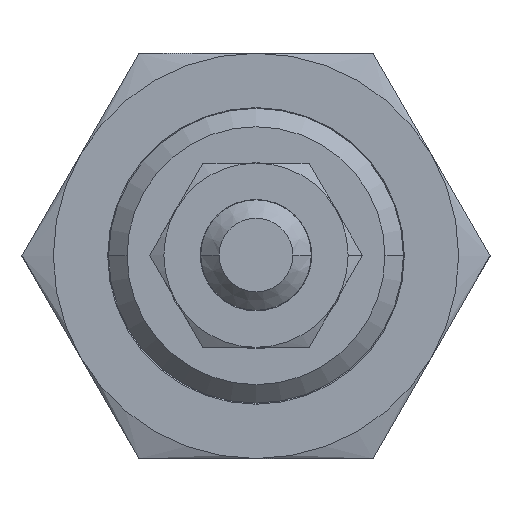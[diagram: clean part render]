
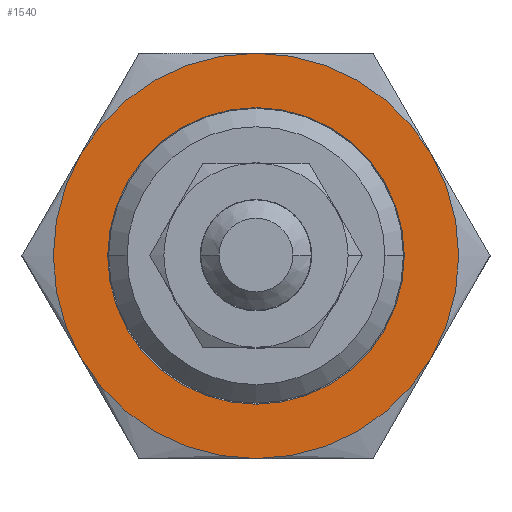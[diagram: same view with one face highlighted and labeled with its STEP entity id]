
A CAD part, top view. The second image highlights one B-rep face of the part: STEP entity #1540.
In plain terms, the highlighted planar face has unit normal (0, 0, 1).
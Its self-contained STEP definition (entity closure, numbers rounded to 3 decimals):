
#3 = DIRECTION ( 'NONE',  ( -0.866, -0.5, 0. ) ) ;
#40 = CIRCLE ( 'NONE', #11753, 11. ) ;
#55 = CARTESIAN_POINT ( 'NONE',  ( 9.526, 5.5, 219. ) ) ;
#136 = CARTESIAN_POINT ( 'NONE',  ( -9.526, -5.5, 219. ) ) ;
#402 = EDGE_CURVE ( 'NONE', #1282, #11158, #8990, .T. ) ;
#672 = VERTEX_POINT ( 'NONE', #5776 ) ;
#872 = ORIENTED_EDGE ( 'NONE', *, *, #9708, .F. ) ;
#911 = CARTESIAN_POINT ( 'NONE',  ( 0., -11., 219. ) ) ;
#928 = CARTESIAN_POINT ( 'NONE',  ( 0., 0., 219. ) ) ;
#1072 = DIRECTION ( 'NONE',  ( -0.866, -0.5, 0. ) ) ;
#1085 = DIRECTION ( 'NONE',  ( -0.866, -0.5, 0. ) ) ;
#1174 = EDGE_LOOP ( 'NONE', ( #9421, #1975, #872, #9028, #5238, #6274 ) ) ;
#1193 = AXIS2_PLACEMENT_3D ( 'NONE', #4105, #10654, #6353 ) ;
#1282 = VERTEX_POINT ( 'NONE', #136 ) ;
#1540 = ADVANCED_FACE ( 'NONE', ( #5385, #6357 ), #10947, .F. ) ;
#1793 = ORIENTED_EDGE ( 'NONE', *, *, #5889, .T. ) ;
#1937 = CIRCLE ( 'NONE', #10118, 11. ) ;
#1975 = ORIENTED_EDGE ( 'NONE', *, *, #6668, .F. ) ;
#2679 = AXIS2_PLACEMENT_3D ( 'NONE', #6856, #11443, #8327 ) ;
#2945 = EDGE_LOOP ( 'NONE', ( #1793, #11999 ) ) ;
#3188 = AXIS2_PLACEMENT_3D ( 'NONE', #928, #10466, #3 ) ;
#3277 = CIRCLE ( 'NONE', #2679, 8.05 ) ;
#3484 = EDGE_CURVE ( 'NONE', #7841, #4187, #6698, .T. ) ;
#3544 = AXIS2_PLACEMENT_3D ( 'NONE', #4710, #9108, #10087 ) ;
#3928 = CIRCLE ( 'NONE', #9961, 11. ) ;
#3955 = DIRECTION ( 'NONE',  ( 0., 0., -1. ) ) ;
#4105 = CARTESIAN_POINT ( 'NONE',  ( 0., 0., 219. ) ) ;
#4187 = VERTEX_POINT ( 'NONE', #4670 ) ;
#4439 = CARTESIAN_POINT ( 'NONE',  ( 0., 0., 219. ) ) ;
#4585 = CARTESIAN_POINT ( 'NONE',  ( -9.526, 5.5, 219. ) ) ;
#4658 = DIRECTION ( 'NONE',  ( 0., 0., -1. ) ) ;
#4659 = CIRCLE ( 'NONE', #11480, 11. ) ;
#4670 = CARTESIAN_POINT ( 'NONE',  ( 6.972, 4.025, 219. ) ) ;
#4710 = CARTESIAN_POINT ( 'NONE',  ( 0., 0., 219. ) ) ;
#5116 = CARTESIAN_POINT ( 'NONE',  ( 0., 0., 219. ) ) ;
#5238 = ORIENTED_EDGE ( 'NONE', *, *, #12001, .F. ) ;
#5385 = FACE_BOUND ( 'NONE', #2945, .T. ) ;
#5584 = CARTESIAN_POINT ( 'NONE',  ( 0., 0., 219. ) ) ;
#5776 = CARTESIAN_POINT ( 'NONE',  ( 9.526, -5.5, 219. ) ) ;
#5889 = EDGE_CURVE ( 'NONE', #4187, #7841, #3277, .T. ) ;
#6174 = CARTESIAN_POINT ( 'NONE',  ( 0., 0., 219. ) ) ;
#6274 = ORIENTED_EDGE ( 'NONE', *, *, #8064, .F. ) ;
#6353 = DIRECTION ( 'NONE',  ( -0.866, -0.5, 0. ) ) ;
#6357 = FACE_OUTER_BOUND ( 'NONE', #1174, .T. ) ;
#6451 = CIRCLE ( 'NONE', #1193, 11. ) ;
#6668 = EDGE_CURVE ( 'NONE', #10224, #1282, #4659, .T. ) ;
#6698 = CIRCLE ( 'NONE', #3188, 8.05 ) ;
#6856 = CARTESIAN_POINT ( 'NONE',  ( 0., 0., 219. ) ) ;
#7831 = DIRECTION ( 'NONE',  ( 0., 0., -1. ) ) ;
#7841 = VERTEX_POINT ( 'NONE', #11342 ) ;
#8064 = EDGE_CURVE ( 'NONE', #11158, #8492, #1937, .T. ) ;
#8296 = CARTESIAN_POINT ( 'NONE',  ( 0., 11., 219. ) ) ;
#8327 = DIRECTION ( 'NONE',  ( -0.866, -0.5, 0. ) ) ;
#8492 = VERTEX_POINT ( 'NONE', #8296 ) ;
#8503 = DIRECTION ( 'NONE',  ( 0., 0., -1. ) ) ;
#8601 = VERTEX_POINT ( 'NONE', #55 ) ;
#8893 = DIRECTION ( 'NONE',  ( -0.866, -0.5, 0. ) ) ;
#8990 = CIRCLE ( 'NONE', #11341, 11. ) ;
#9021 = DIRECTION ( 'NONE',  ( 0., 0., -1. ) ) ;
#9028 = ORIENTED_EDGE ( 'NONE', *, *, #9696, .F. ) ;
#9108 = DIRECTION ( 'NONE',  ( 0., 0., -1. ) ) ;
#9120 = DIRECTION ( 'NONE',  ( -0.866, -0.5, 0. ) ) ;
#9421 = ORIENTED_EDGE ( 'NONE', *, *, #402, .F. ) ;
#9696 = EDGE_CURVE ( 'NONE', #8601, #672, #3928, .T. ) ;
#9708 = EDGE_CURVE ( 'NONE', #672, #10224, #6451, .T. ) ;
#9905 = DIRECTION ( 'NONE',  ( -0.866, -0.5, 0. ) ) ;
#9961 = AXIS2_PLACEMENT_3D ( 'NONE', #6174, #7831, #9905 ) ;
#10087 = DIRECTION ( 'NONE',  ( -0.866, -0.5, 0. ) ) ;
#10097 = CARTESIAN_POINT ( 'NONE',  ( 0., 0., 219. ) ) ;
#10118 = AXIS2_PLACEMENT_3D ( 'NONE', #10097, #4658, #9120 ) ;
#10224 = VERTEX_POINT ( 'NONE', #911 ) ;
#10466 = DIRECTION ( 'NONE',  ( 0., 0., -1. ) ) ;
#10654 = DIRECTION ( 'NONE',  ( 0., 0., -1. ) ) ;
#10947 = PLANE ( 'NONE',  #3544 ) ;
#11158 = VERTEX_POINT ( 'NONE', #4585 ) ;
#11341 = AXIS2_PLACEMENT_3D ( 'NONE', #5116, #9021, #8893 ) ;
#11342 = CARTESIAN_POINT ( 'NONE',  ( -6.972, -4.025, 219. ) ) ;
#11443 = DIRECTION ( 'NONE',  ( 0., 0., -1. ) ) ;
#11480 = AXIS2_PLACEMENT_3D ( 'NONE', #4439, #3955, #1085 ) ;
#11753 = AXIS2_PLACEMENT_3D ( 'NONE', #5584, #8503, #1072 ) ;
#11999 = ORIENTED_EDGE ( 'NONE', *, *, #3484, .T. ) ;
#12001 = EDGE_CURVE ( 'NONE', #8492, #8601, #40, .T. ) ;
